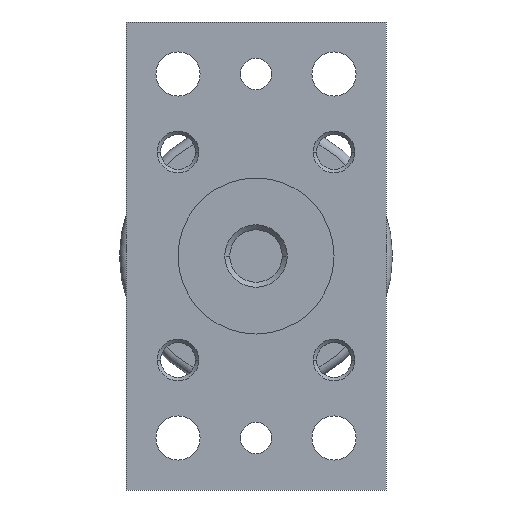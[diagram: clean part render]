
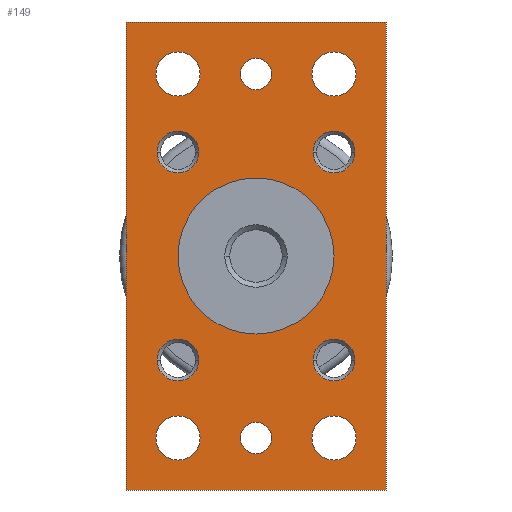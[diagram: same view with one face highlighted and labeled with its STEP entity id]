
A CAD part, left-side view. The second image highlights one B-rep face of the part: STEP entity #149.
In plain terms, the highlighted planar face has unit normal (-1, 0, 0).
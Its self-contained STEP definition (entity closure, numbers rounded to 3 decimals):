
#149=ADVANCED_FACE('',(#353,#354,#355,#356,#357,#358,#359,#360,#361,#362,#363,#364),#365,.F.);
#353=FACE_BOUND('',#581,.T.);
#354=FACE_BOUND('',#582,.T.);
#355=FACE_BOUND('',#583,.T.);
#356=FACE_BOUND('',#584,.T.);
#357=FACE_BOUND('',#585,.T.);
#358=FACE_BOUND('',#586,.T.);
#359=FACE_BOUND('',#587,.T.);
#360=FACE_BOUND('',#588,.T.);
#361=FACE_BOUND('',#589,.T.);
#362=FACE_BOUND('',#590,.T.);
#363=FACE_BOUND('',#591,.T.);
#364=FACE_OUTER_BOUND('',#592,.T.);
#365=PLANE('',#593);
#581=EDGE_LOOP('',(#1326,#1327));
#582=EDGE_LOOP('',(#1328,#1329));
#583=EDGE_LOOP('',(#1330,#1331));
#584=EDGE_LOOP('',(#1332,#1333));
#585=EDGE_LOOP('',(#1334,#1335));
#586=EDGE_LOOP('',(#1336,#1337));
#587=EDGE_LOOP('',(#1338,#1339));
#588=EDGE_LOOP('',(#1340,#1341));
#589=EDGE_LOOP('',(#1342,#1343));
#590=EDGE_LOOP('',(#1344,#1345));
#591=EDGE_LOOP('',(#1346,#1347));
#592=EDGE_LOOP('',(#1348,#1349,#1350,#1351));
#593=AXIS2_PLACEMENT_3D('',#1352,#1353,#1354);
#1326=ORIENTED_EDGE('',*,*,#1593,.T.);
#1327=ORIENTED_EDGE('',*,*,#1592,.T.);
#1328=ORIENTED_EDGE('',*,*,#1588,.T.);
#1329=ORIENTED_EDGE('',*,*,#1595,.T.);
#1330=ORIENTED_EDGE('',*,*,#1578,.T.);
#1331=ORIENTED_EDGE('',*,*,#1599,.T.);
#1332=ORIENTED_EDGE('',*,*,#1568,.T.);
#1333=ORIENTED_EDGE('',*,*,#1603,.T.);
#1334=ORIENTED_EDGE('',*,*,#1558,.T.);
#1335=ORIENTED_EDGE('',*,*,#1607,.T.);
#1336=ORIENTED_EDGE('',*,*,#1611,.T.);
#1337=ORIENTED_EDGE('',*,*,#1548,.T.);
#1338=ORIENTED_EDGE('',*,*,#1613,.T.);
#1339=ORIENTED_EDGE('',*,*,#1544,.T.);
#1340=ORIENTED_EDGE('',*,*,#1615,.T.);
#1341=ORIENTED_EDGE('',*,*,#1540,.T.);
#1342=ORIENTED_EDGE('',*,*,#1617,.T.);
#1343=ORIENTED_EDGE('',*,*,#1536,.T.);
#1344=ORIENTED_EDGE('',*,*,#1619,.T.);
#1345=ORIENTED_EDGE('',*,*,#1532,.T.);
#1346=ORIENTED_EDGE('',*,*,#1621,.T.);
#1347=ORIENTED_EDGE('',*,*,#1528,.T.);
#1348=ORIENTED_EDGE('',*,*,#1633,.T.);
#1349=ORIENTED_EDGE('',*,*,#1629,.F.);
#1350=ORIENTED_EDGE('',*,*,#1631,.F.);
#1351=ORIENTED_EDGE('',*,*,#1625,.F.);
#1352=CARTESIAN_POINT('',(0.0,0.0,0.0));
#1353=DIRECTION('',(1.0,0.0,0.0));
#1354=DIRECTION('',(0.0,0.0,-1.0));
#1528=EDGE_CURVE('',#1858,#1862,#1864,.T.);
#1532=EDGE_CURVE('',#1866,#1870,#1872,.T.);
#1536=EDGE_CURVE('',#1874,#1878,#1880,.T.);
#1540=EDGE_CURVE('',#1882,#1886,#1888,.T.);
#1544=EDGE_CURVE('',#1890,#1894,#1896,.T.);
#1548=EDGE_CURVE('',#1898,#1902,#1904,.T.);
#1558=EDGE_CURVE('',#1918,#1920,#1922,.T.);
#1568=EDGE_CURVE('',#1936,#1938,#1940,.T.);
#1578=EDGE_CURVE('',#1954,#1956,#1958,.T.);
#1588=EDGE_CURVE('',#1972,#1974,#1976,.T.);
#1592=EDGE_CURVE('',#1978,#1982,#1984,.T.);
#1593=EDGE_CURVE('',#1982,#1978,#1985,.T.);
#1595=EDGE_CURVE('',#1974,#1972,#1987,.T.);
#1599=EDGE_CURVE('',#1956,#1954,#1991,.T.);
#1603=EDGE_CURVE('',#1938,#1936,#1995,.T.);
#1607=EDGE_CURVE('',#1920,#1918,#1999,.T.);
#1611=EDGE_CURVE('',#1902,#1898,#2003,.T.);
#1613=EDGE_CURVE('',#1894,#1890,#2005,.T.);
#1615=EDGE_CURVE('',#1886,#1882,#2007,.T.);
#1617=EDGE_CURVE('',#1878,#1874,#2009,.T.);
#1619=EDGE_CURVE('',#1870,#1866,#2011,.T.);
#1621=EDGE_CURVE('',#1862,#1858,#2013,.T.);
#1625=EDGE_CURVE('',#2018,#2020,#2021,.T.);
#1629=EDGE_CURVE('',#2026,#2028,#2029,.T.);
#1631=EDGE_CURVE('',#2020,#2026,#2031,.T.);
#1633=EDGE_CURVE('',#2018,#2028,#2033,.T.);
#1858=VERTEX_POINT('',#2306);
#1862=VERTEX_POINT('',#2311);
#1864=CIRCLE('',#2314,4.25);
#1866=VERTEX_POINT('',#2316);
#1870=VERTEX_POINT('',#2321);
#1872=CIRCLE('',#2324,4.25);
#1874=VERTEX_POINT('',#2326);
#1878=VERTEX_POINT('',#2331);
#1880=CIRCLE('',#2334,4.25);
#1882=VERTEX_POINT('',#2336);
#1886=VERTEX_POINT('',#2341);
#1888=CIRCLE('',#2344,4.25);
#1890=VERTEX_POINT('',#2346);
#1894=VERTEX_POINT('',#2351);
#1896=CIRCLE('',#2354,3.0);
#1898=VERTEX_POINT('',#2356);
#1902=VERTEX_POINT('',#2361);
#1904=CIRCLE('',#2364,3.0);
#1918=VERTEX_POINT('',#2382);
#1920=VERTEX_POINT('',#2385);
#1922=CIRCLE('',#2388,4.0);
#1936=VERTEX_POINT('',#2406);
#1938=VERTEX_POINT('',#2409);
#1940=CIRCLE('',#2412,4.0);
#1954=VERTEX_POINT('',#2430);
#1956=VERTEX_POINT('',#2433);
#1958=CIRCLE('',#2436,4.0);
#1972=VERTEX_POINT('',#2454);
#1974=VERTEX_POINT('',#2457);
#1976=CIRCLE('',#2460,4.0);
#1978=VERTEX_POINT('',#2462);
#1982=VERTEX_POINT('',#2467);
#1984=CIRCLE('',#2470,15.0);
#1985=CIRCLE('',#2471,15.0);
#1987=CIRCLE('',#2473,4.0);
#1991=CIRCLE('',#2477,4.0);
#1995=CIRCLE('',#2481,4.0);
#1999=CIRCLE('',#2485,4.0);
#2003=CIRCLE('',#2489,3.0);
#2005=CIRCLE('',#2491,3.0);
#2007=CIRCLE('',#2493,4.25);
#2009=CIRCLE('',#2495,4.25);
#2011=CIRCLE('',#2497,4.25);
#2013=CIRCLE('',#2499,4.25);
#2018=VERTEX_POINT('',#2505);
#2020=VERTEX_POINT('',#2508);
#2021=LINE('',#2509,#2510);
#2026=VERTEX_POINT('',#2517);
#2028=VERTEX_POINT('',#2520);
#2029=LINE('',#2521,#2522);
#2031=LINE('',#2525,#2526);
#2033=LINE('',#2529,#2530);
#2306=CARTESIAN_POINT('',(0.0,-15.0,-39.25));
#2311=CARTESIAN_POINT('',(0.0,-15.0,-30.75));
#2314=AXIS2_PLACEMENT_3D('',#2844,#2845,#2846);
#2316=CARTESIAN_POINT('',(0.0,-15.0,30.75));
#2321=CARTESIAN_POINT('',(0.0,-15.0,39.25));
#2324=AXIS2_PLACEMENT_3D('',#2852,#2853,#2854);
#2326=CARTESIAN_POINT('',(0.0,15.0,-39.25));
#2331=CARTESIAN_POINT('',(0.0,15.0,-30.75));
#2334=AXIS2_PLACEMENT_3D('',#2860,#2861,#2862);
#2336=CARTESIAN_POINT('',(0.0,15.0,30.75));
#2341=CARTESIAN_POINT('',(0.0,15.0,39.25));
#2344=AXIS2_PLACEMENT_3D('',#2868,#2869,#2870);
#2346=CARTESIAN_POINT('',(0.0,0.,-38.0));
#2351=CARTESIAN_POINT('',(0.0,0.0,-32.0));
#2354=AXIS2_PLACEMENT_3D('',#2876,#2877,#2878);
#2356=CARTESIAN_POINT('',(0.0,0.,32.0));
#2361=CARTESIAN_POINT('',(0.0,0.0,38.0));
#2364=AXIS2_PLACEMENT_3D('',#2884,#2885,#2886);
#2382=CARTESIAN_POINT('',(0.0,-11.0,-20.0));
#2385=CARTESIAN_POINT('',(0.0,-19.0,-20.0));
#2388=AXIS2_PLACEMENT_3D('',#2902,#2903,#2904);
#2406=CARTESIAN_POINT('',(0.0,-11.0,20.0));
#2409=CARTESIAN_POINT('',(0.0,-19.0,20.0));
#2412=AXIS2_PLACEMENT_3D('',#2920,#2921,#2922);
#2430=CARTESIAN_POINT('',(0.0,19.0,-20.0));
#2433=CARTESIAN_POINT('',(0.0,11.0,-20.0));
#2436=AXIS2_PLACEMENT_3D('',#2938,#2939,#2940);
#2454=CARTESIAN_POINT('',(0.0,19.0,20.0));
#2457=CARTESIAN_POINT('',(0.0,11.0,20.0));
#2460=AXIS2_PLACEMENT_3D('',#2956,#2957,#2958);
#2462=CARTESIAN_POINT('',(0.0,0.,-15.0));
#2467=CARTESIAN_POINT('',(0.0,0.,15.0));
#2470=AXIS2_PLACEMENT_3D('',#2964,#2965,#2966);
#2471=AXIS2_PLACEMENT_3D('',#2967,#2968,#2969);
#2473=AXIS2_PLACEMENT_3D('',#2973,#2974,#2975);
#2477=AXIS2_PLACEMENT_3D('',#2985,#2986,#2987);
#2481=AXIS2_PLACEMENT_3D('',#2997,#2998,#2999);
#2485=AXIS2_PLACEMENT_3D('',#3009,#3010,#3011);
#2489=AXIS2_PLACEMENT_3D('',#3021,#3022,#3023);
#2491=AXIS2_PLACEMENT_3D('',#3027,#3028,#3029);
#2493=AXIS2_PLACEMENT_3D('',#3033,#3034,#3035);
#2495=AXIS2_PLACEMENT_3D('',#3039,#3040,#3041);
#2497=AXIS2_PLACEMENT_3D('',#3045,#3046,#3047);
#2499=AXIS2_PLACEMENT_3D('',#3051,#3052,#3053);
#2505=CARTESIAN_POINT('',(0.0,25.0,45.0));
#2508=CARTESIAN_POINT('',(0.0,-25.0,45.0));
#2509=CARTESIAN_POINT('',(0.0,0.0,45.0));
#2510=VECTOR('',#3059,1.0);
#2517=CARTESIAN_POINT('',(0.0,-25.0,-45.0));
#2520=CARTESIAN_POINT('',(0.0,25.0,-45.0));
#2521=CARTESIAN_POINT('',(0.0,0.0,-45.0));
#2522=VECTOR('',#3063,1.0);
#2525=CARTESIAN_POINT('',(0.0,-25.0,0.0));
#2526=VECTOR('',#3065,1.0);
#2529=CARTESIAN_POINT('',(0.0,25.0,0.0));
#2530=VECTOR('',#3067,1.0);
#2844=CARTESIAN_POINT('',(0.0,-15.0,-35.0));
#2845=DIRECTION('',(1.0,0.0,0.0));
#2846=DIRECTION('',(0.0,0.0,-1.0));
#2852=CARTESIAN_POINT('',(0.0,-15.0,35.0));
#2853=DIRECTION('',(1.0,0.0,0.0));
#2854=DIRECTION('',(0.0,0.0,-1.0));
#2860=CARTESIAN_POINT('',(0.0,15.0,-35.0));
#2861=DIRECTION('',(1.0,0.0,0.0));
#2862=DIRECTION('',(0.0,0.0,-1.0));
#2868=CARTESIAN_POINT('',(0.0,15.0,35.0));
#2869=DIRECTION('',(1.0,0.0,0.0));
#2870=DIRECTION('',(0.0,0.0,-1.0));
#2876=CARTESIAN_POINT('',(0.0,0.0,-35.0));
#2877=DIRECTION('',(1.0,0.0,0.0));
#2878=DIRECTION('',(0.0,0.0,-1.0));
#2884=CARTESIAN_POINT('',(0.0,0.0,35.0));
#2885=DIRECTION('',(1.0,0.0,0.0));
#2886=DIRECTION('',(0.0,0.0,-1.0));
#2902=CARTESIAN_POINT('',(0.0,-15.0,-20.0));
#2903=DIRECTION('',(1.0,0.0,0.0));
#2904=DIRECTION('',(0.0,1.0,0.0));
#2920=CARTESIAN_POINT('',(0.0,-15.0,20.0));
#2921=DIRECTION('',(1.0,0.0,0.0));
#2922=DIRECTION('',(0.0,1.0,0.0));
#2938=CARTESIAN_POINT('',(0.0,15.0,-20.0));
#2939=DIRECTION('',(1.0,0.0,0.0));
#2940=DIRECTION('',(0.0,1.0,0.0));
#2956=CARTESIAN_POINT('',(0.0,15.0,20.0));
#2957=DIRECTION('',(1.0,0.0,0.0));
#2958=DIRECTION('',(0.0,1.0,0.0));
#2964=CARTESIAN_POINT('',(0.0,0.0,0.0));
#2965=DIRECTION('',(1.0,0.0,0.0));
#2966=DIRECTION('',(0.0,0.0,-1.0));
#2967=CARTESIAN_POINT('',(0.0,0.0,0.0));
#2968=DIRECTION('',(1.0,0.0,0.0));
#2969=DIRECTION('',(0.0,0.0,-1.0));
#2973=CARTESIAN_POINT('',(0.0,15.0,20.0));
#2974=DIRECTION('',(1.0,0.0,0.0));
#2975=DIRECTION('',(0.0,1.0,0.0));
#2985=CARTESIAN_POINT('',(0.0,15.0,-20.0));
#2986=DIRECTION('',(1.0,0.0,0.0));
#2987=DIRECTION('',(0.0,1.0,0.0));
#2997=CARTESIAN_POINT('',(0.0,-15.0,20.0));
#2998=DIRECTION('',(1.0,0.0,0.0));
#2999=DIRECTION('',(0.0,1.0,0.0));
#3009=CARTESIAN_POINT('',(0.0,-15.0,-20.0));
#3010=DIRECTION('',(1.0,0.0,0.0));
#3011=DIRECTION('',(0.0,1.0,0.0));
#3021=CARTESIAN_POINT('',(0.0,0.0,35.0));
#3022=DIRECTION('',(1.0,0.0,0.0));
#3023=DIRECTION('',(0.0,0.0,-1.0));
#3027=CARTESIAN_POINT('',(0.0,0.0,-35.0));
#3028=DIRECTION('',(1.0,0.0,0.0));
#3029=DIRECTION('',(0.0,0.0,-1.0));
#3033=CARTESIAN_POINT('',(0.0,15.0,35.0));
#3034=DIRECTION('',(1.0,0.0,0.0));
#3035=DIRECTION('',(0.0,0.0,-1.0));
#3039=CARTESIAN_POINT('',(0.0,15.0,-35.0));
#3040=DIRECTION('',(1.0,0.0,0.0));
#3041=DIRECTION('',(0.0,0.0,-1.0));
#3045=CARTESIAN_POINT('',(0.0,-15.0,35.0));
#3046=DIRECTION('',(1.0,0.0,0.0));
#3047=DIRECTION('',(0.0,0.0,-1.0));
#3051=CARTESIAN_POINT('',(0.0,-15.0,-35.0));
#3052=DIRECTION('',(1.0,0.0,0.0));
#3053=DIRECTION('',(0.0,0.0,-1.0));
#3059=DIRECTION('',(0.0,-1.0,0.0));
#3063=DIRECTION('',(0.0,1.0,0.0));
#3065=DIRECTION('',(0.0,0.0,-1.0));
#3067=DIRECTION('',(0.0,0.0,-1.0));
